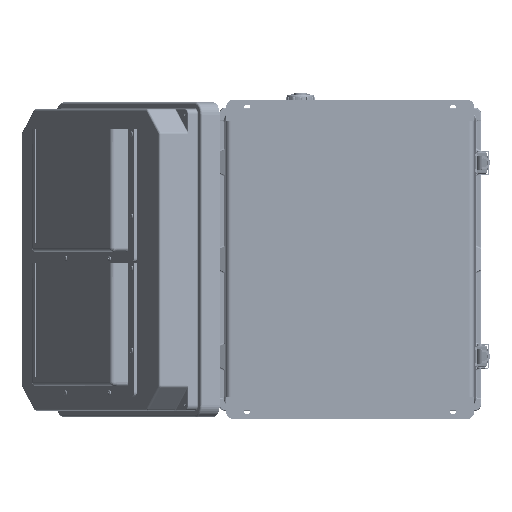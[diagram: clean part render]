
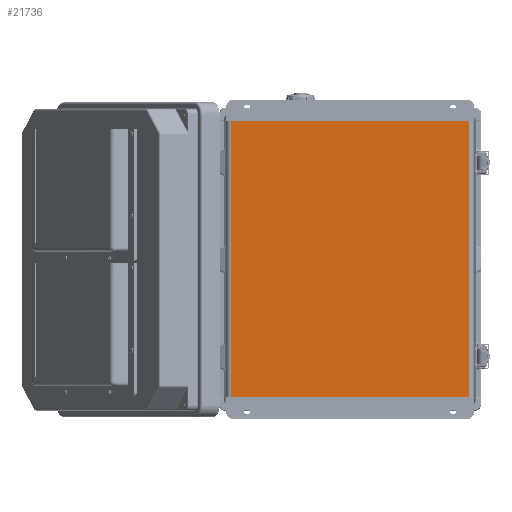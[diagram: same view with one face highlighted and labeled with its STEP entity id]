
A CAD part, front view. The second image highlights one B-rep face of the part: STEP entity #21736.
In plain terms, the highlighted planar face has unit normal (0, -1, 0).
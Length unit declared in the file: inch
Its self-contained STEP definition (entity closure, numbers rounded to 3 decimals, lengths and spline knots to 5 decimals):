
#3645 = CARTESIAN_POINT ( 'NONE',  ( 5.78771, 0.05906, -1.04331 ) ) ;
#6395 = EDGE_LOOP ( 'NONE', ( #74804, #155034, #106471, #142365 ) ) ;
#7651 = PLANE ( 'NONE',  #52737 ) ;
#14017 = VERTEX_POINT ( 'NONE', #3645 ) ;
#21736 = ADVANCED_FACE ( 'NONE', ( #67459 ), #7651, .F. ) ;
#26429 = DIRECTION ( 'NONE',  ( 0., 0., 1. ) ) ;
#26704 = CARTESIAN_POINT ( 'NONE',  ( 6.11811, 0.05906, -14.4685 ) ) ;
#34815 = CARTESIAN_POINT ( 'NONE',  ( 6.11811, 0.05906, -1.04331 ) ) ;
#37751 = DIRECTION ( 'NONE',  ( -1., 0., 0. ) ) ;
#41819 = EDGE_CURVE ( 'NONE', #111785, #91536, #60897, .T. ) ;
#42356 = CARTESIAN_POINT ( 'NONE',  ( 5.78771, 0.05906, -14.4685 ) ) ;
#49675 = LINE ( 'NONE', #97691, #152379 ) ;
#50604 = EDGE_CURVE ( 'NONE', #119548, #111785, #84979, .T. ) ;
#52737 = AXIS2_PLACEMENT_3D ( 'NONE', #72096, #95702, #26429 ) ;
#60897 = LINE ( 'NONE', #146702, #118191 ) ;
#67459 = FACE_OUTER_BOUND ( 'NONE', #6395, .T. ) ;
#72096 = CARTESIAN_POINT ( 'NONE',  ( 6.11811, 0.05906, -1.04331 ) ) ;
#73483 = DIRECTION ( 'NONE',  ( 0., 0., 1. ) ) ;
#74804 = ORIENTED_EDGE ( 'NONE', *, *, #41819, .F. ) ;
#81220 = CARTESIAN_POINT ( 'NONE',  ( -5.78771, 0.05906, -1.04331 ) ) ;
#82802 = DIRECTION ( 'NONE',  ( -1., 0., 0. ) ) ;
#84979 = LINE ( 'NONE', #26704, #149574 ) ;
#91536 = VERTEX_POINT ( 'NONE', #81220 ) ;
#94627 = LINE ( 'NONE', #34815, #111159 ) ;
#95702 = DIRECTION ( 'NONE',  ( 0., 1., 0. ) ) ;
#97691 = CARTESIAN_POINT ( 'NONE',  ( 5.78771, 0.05906, -1.04331 ) ) ;
#106471 = ORIENTED_EDGE ( 'NONE', *, *, #127255, .T. ) ;
#111159 = VECTOR ( 'NONE', #82802, 39.37008 ) ;
#111785 = VERTEX_POINT ( 'NONE', #142452 ) ;
#118191 = VECTOR ( 'NONE', #73483, 39.37008 ) ;
#119548 = VERTEX_POINT ( 'NONE', #42356 ) ;
#120041 = EDGE_CURVE ( 'NONE', #14017, #91536, #94627, .T. ) ;
#127255 = EDGE_CURVE ( 'NONE', #119548, #14017, #49675, .T. ) ;
#142365 = ORIENTED_EDGE ( 'NONE', *, *, #120041, .T. ) ;
#142452 = CARTESIAN_POINT ( 'NONE',  ( -5.78771, 0.05906, -14.4685 ) ) ;
#145703 = DIRECTION ( 'NONE',  ( 0., 0., 1. ) ) ;
#146702 = CARTESIAN_POINT ( 'NONE',  ( -5.78771, 0.05906, -1.04331 ) ) ;
#149574 = VECTOR ( 'NONE', #37751, 39.37008 ) ;
#152379 = VECTOR ( 'NONE', #145703, 39.37008 ) ;
#155034 = ORIENTED_EDGE ( 'NONE', *, *, #50604, .F. ) ;
